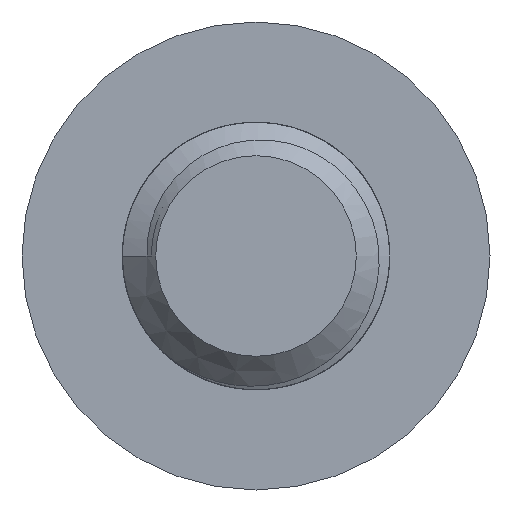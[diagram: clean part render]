
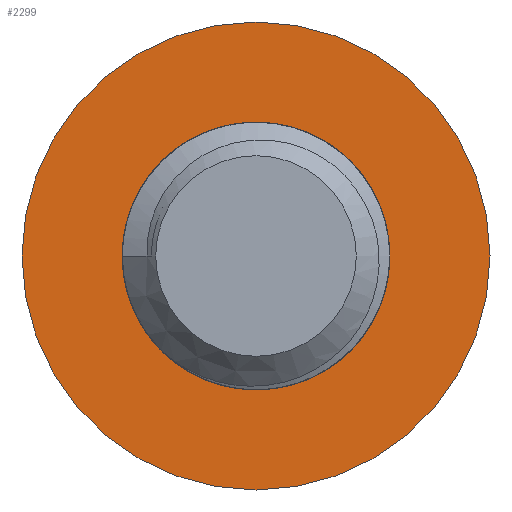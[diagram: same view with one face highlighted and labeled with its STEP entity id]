
A CAD part, left-side view. The second image highlights one B-rep face of the part: STEP entity #2299.
In plain terms, the highlighted face is planar.
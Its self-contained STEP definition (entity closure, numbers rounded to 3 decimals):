
#23=PLANE('',#2455);
#35=FACE_BOUND('',#401,.T.);
#147=CIRCLE('',#2385,3.);
#148=CIRCLE('',#2388,3.);
#151=CIRCLE('',#2441,5.25);
#160=CIRCLE('',#2456,3.);
#270=FACE_OUTER_BOUND('',#400,.T.);
#400=EDGE_LOOP('',(#1807));
#401=EDGE_LOOP('',(#1808,#1809,#1810));
#888=VERTEX_POINT('',#4813);
#889=VERTEX_POINT('',#4815);
#896=VERTEX_POINT('',#4877);
#998=VERTEX_POINT('',#8585);
#1171=EDGE_CURVE('',#888,#889,#147,.T.);
#1179=EDGE_CURVE('',#889,#896,#148,.T.);
#1331=EDGE_CURVE('',#998,#998,#151,.T.);
#1345=EDGE_CURVE('',#896,#888,#160,.T.);
#1807=ORIENTED_EDGE('',*,*,#1331,.F.);
#1808=ORIENTED_EDGE('',*,*,#1179,.F.);
#1809=ORIENTED_EDGE('',*,*,#1171,.F.);
#1810=ORIENTED_EDGE('',*,*,#1345,.F.);
#2299=ADVANCED_FACE('',(#270,#35),#23,.F.);
#2385=AXIS2_PLACEMENT_3D('',#4816,#2635,#2636);
#2388=AXIS2_PLACEMENT_3D('',#4878,#2644,#2645);
#2441=AXIS2_PLACEMENT_3D('',#8587,#2799,#2800);
#2455=AXIS2_PLACEMENT_3D('',#8688,#2829,#2830);
#2456=AXIS2_PLACEMENT_3D('',#8689,#2831,#2832);
#2635=DIRECTION('center_axis',(0.,0.,-1.));
#2636=DIRECTION('ref_axis',(1.,0.,0.));
#2644=DIRECTION('center_axis',(0.,0.,-1.));
#2645=DIRECTION('ref_axis',(1.,0.,0.));
#2799=DIRECTION('center_axis',(0.,0.,1.));
#2800=DIRECTION('ref_axis',(1.,0.,0.));
#2829=DIRECTION('center_axis',(0.,0.,1.));
#2830=DIRECTION('ref_axis',(1.,0.,0.));
#2831=DIRECTION('center_axis',(0.,0.,-1.));
#2832=DIRECTION('ref_axis',(1.,0.,0.));
#4813=CARTESIAN_POINT('',(0.,-3.,-3.3));
#4815=CARTESIAN_POINT('',(-3.,0.,-3.3));
#4816=CARTESIAN_POINT('Origin',(0.,0.,-3.3));
#4877=CARTESIAN_POINT('',(-2.121,2.121,-3.3));
#4878=CARTESIAN_POINT('Origin',(0.,0.,-3.3));
#8585=CARTESIAN_POINT('',(-5.25,0.,-3.3));
#8587=CARTESIAN_POINT('Origin',(0.,0.,-3.3));
#8688=CARTESIAN_POINT('Origin',(0.,-5.25,-3.3));
#8689=CARTESIAN_POINT('Origin',(0.,0.,-3.3));
